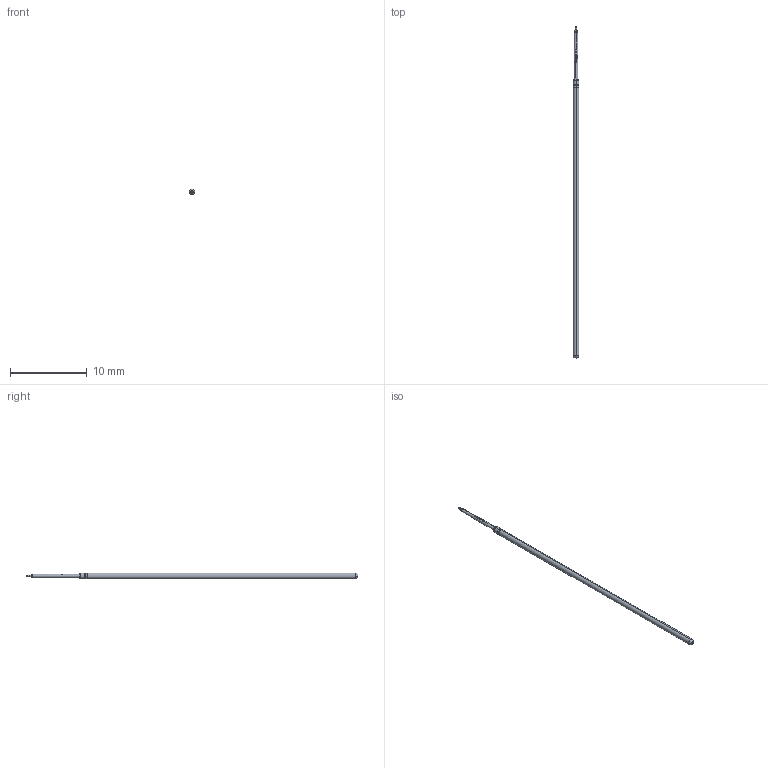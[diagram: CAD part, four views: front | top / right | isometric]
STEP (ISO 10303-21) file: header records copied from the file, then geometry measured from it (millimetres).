
FILE_DESCRIPTION (( 'STEP AP203' ), '1' );
FILE_NAME ('INGUN_E-050_270_026_E_xx00.STEP', '2021-08-26T09:03:58', ( 'ochi' ), ( '' ), 'SwSTEP 2.0', 'SolidWorks 2018', '' );
FILE_SCHEMA (( 'CONFIG_CONTROL_DESIGN' ));
Length unit declared in the file: millimetre
Products named in the file (1): INGUN_E-050_270_026_E_xx00
Bounding box: 0.78 x 43.2 x 0.78 mm (x, y, z)
Volume: 18.4 mm3; surface area: 99 mm2
Topology: 1 solids, 1 shells, 92 faces, 247 edges, 157 vertices
Faces by surface type: bspline 49, cone 24, torus 8, cylinder 6, plane 3, sphere 2
Entity records: 3849 total; most frequent: CARTESIAN_POINT 1957, ORIENTED_EDGE 490, EDGE_CURVE 245, DIRECTION 194, B_SPLINE_CURVE_WITH_KNOTS 177, VERTEX_POINT 157, EDGE_LOOP 94, ADVANCED_FACE 92
